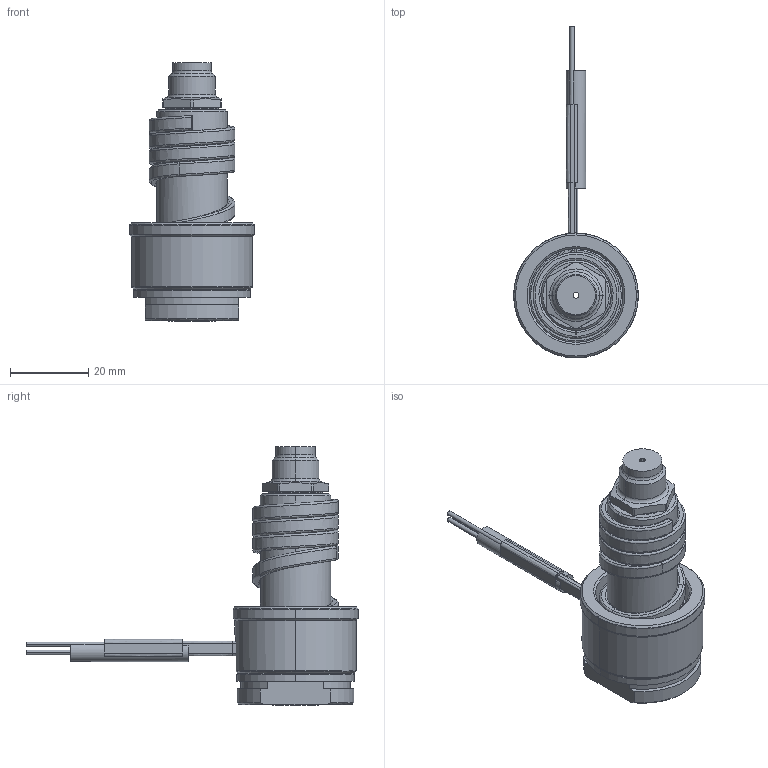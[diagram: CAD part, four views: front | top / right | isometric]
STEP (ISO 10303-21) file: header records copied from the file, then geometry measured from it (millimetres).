
FILE_DESCRIPTION((''),'2;1');
FILE_NAME('SM-66-AEM-N','2014-02-14T',('Íàòàëüÿ'),('IMID'),'PRO/ENGINEER BY PARAMETRIC TECHNOLOGY CORPORATION, 2010480','PRO/ENGINEER BY PARAMETRIC TECHNOLOGY CORPORATION, 2010480','');
FILE_SCHEMA(('CONFIG_CONTROL_DESIGN'));
Length unit declared in the file: millimetre
Products named in the file (1): SM-66-AEM-N
Bounding box: 32 x 85 x 66.2 mm (x, y, z)
Volume: 24575.9 mm3; surface area: 15027.8 mm2
Topology: 1 solids, 7 shells, 294 faces, 743 edges, 442 vertices
Faces by surface type: cylinder 101, bspline 51, cone 50, plane 48, torus 26, revolution 9, extrusion 7, sphere 2
Entity records: 14457 total; most frequent: CARTESIAN_POINT 7693, ORIENTED_EDGE 1446, DIRECTION 1332, EDGE_CURVE 735, AXIS2_PLACEMENT_3D 534, VERTEX_POINT 442, EDGE_LOOP 315, CIRCLE 306
